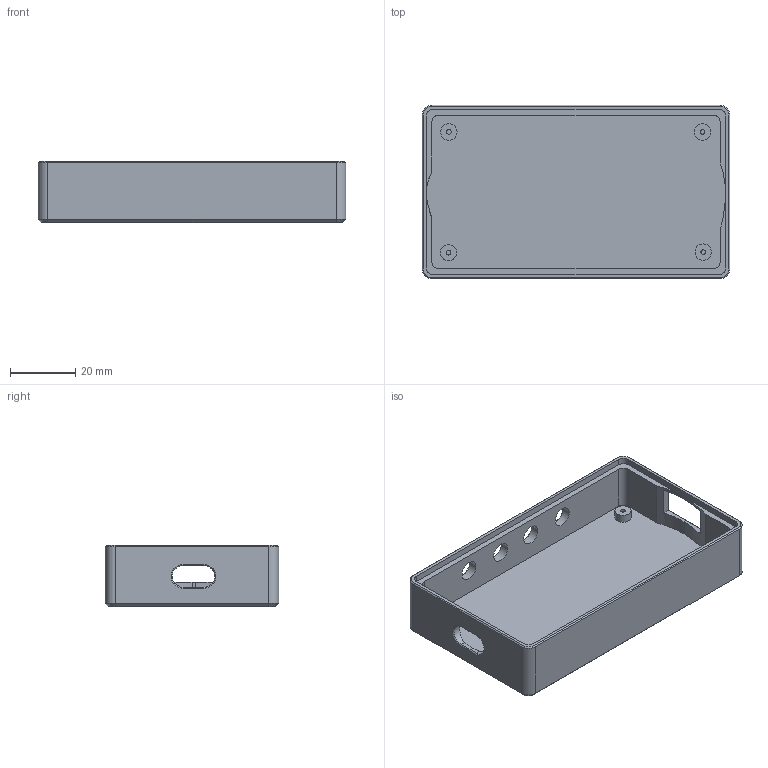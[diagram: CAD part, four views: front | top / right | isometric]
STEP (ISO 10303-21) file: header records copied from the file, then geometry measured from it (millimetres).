
FILE_DESCRIPTION(/* description */ (''),/* implementation_level */ '2;1');
FILE_NAME(/* name */ 'funsion360_modeling_06 v36.step',/* time_stamp */ '2022-06-26T15:23:26+08:00',/* author */ (''),/* organization */ (''),/* preprocessor_version */ 'ST-DEVELOPER v19',/* originating_system */ 'Autodesk Translation Framework v11.7.0.108',/* authorisation */ '');
FILE_SCHEMA (('AUTOMOTIVE_DESIGN { 1 0 10303 214 3 1 1 }'));
Length unit declared in the file: millimetre
Products named in the file (1): funsion360_modeling_06
Bounding box: 94 x 53 x 18.8 mm (x, y, z)
Volume: 26049.8 mm3; surface area: 19370.1 mm2
Topology: 1 solids, 1 shells, 288 faces, 758 edges, 496 vertices
Faces by surface type: plane 173, bspline 75, cylinder 26, cone 14
Full cylindrical faces by diameter (mm): 1.4 x4, 5 x4, 6 x4
Entity records: 9989 total; most frequent: CARTESIAN_POINT 3279, ORIENTED_EDGE 1516, DIRECTION 1088, EDGE_CURVE 758, LINE 532, VECTOR 532, VERTEX_POINT 496, EDGE_LOOP 324
